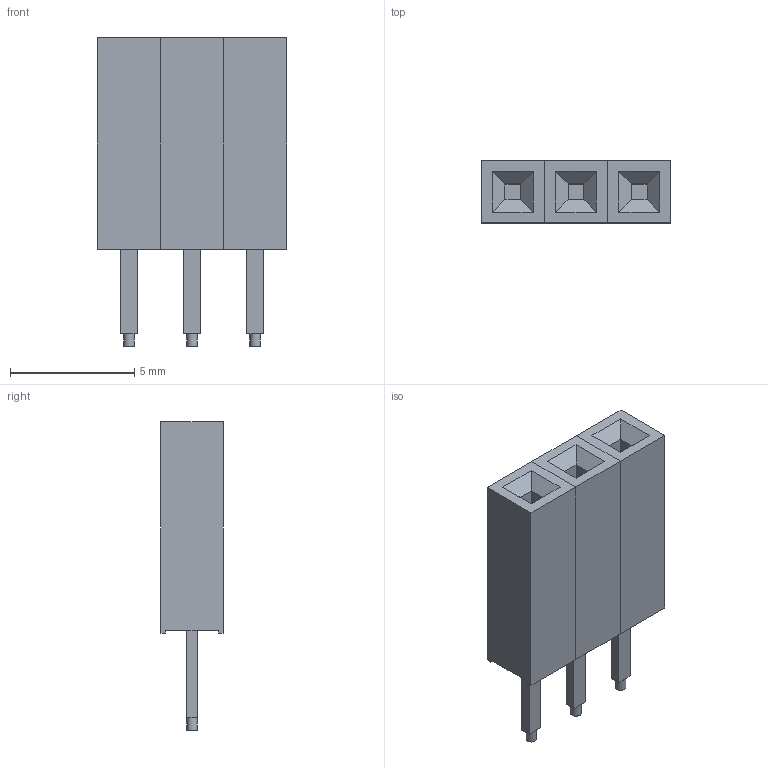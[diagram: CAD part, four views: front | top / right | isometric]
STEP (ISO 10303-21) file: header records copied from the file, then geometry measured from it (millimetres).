
FILE_DESCRIPTION(('STEP AP214'), '1');
FILE_NAME('鈑濱ﾑﾍﾏ346_16-1', '2019-11-13T07:38:05', ('UNSPECIFIED'), ('UNSPECIFIED'), 'ASCON STEP Converter 1.3', 'ASCON Math Kernel', '');
FILE_SCHEMA(('AUTOMOTIVE_DESIGN { 1 0 10303 214 3 1 1}'));
Length unit declared in the file: millimetre
Assembly tree (4 placements, depth 2):
  (unnamed)
    (unnamed)  x2
    (unnamed)
    (unnamed)
Bounding box: 7.62 x 2.5 x 12.4 mm (x, y, z)
Volume: 155.9 mm3; surface area: 357.7 mm2
Topology: 3 solids, 3 shells, 81 faces, 195 edges, 126 vertices
Faces by surface type: plane 78, cylinder 3
Full cylindrical faces by diameter (mm): 0.42 x3
Entity records: 2191 total; most frequent: CARTESIAN_POINT 271, DIRECTION 258, ORIENTED_EDGE 256, EDGE_CURVE 128, LINE 116, VECTOR 116, VERTEX_POINT 84, AXIS2_PLACEMENT_3D 71
